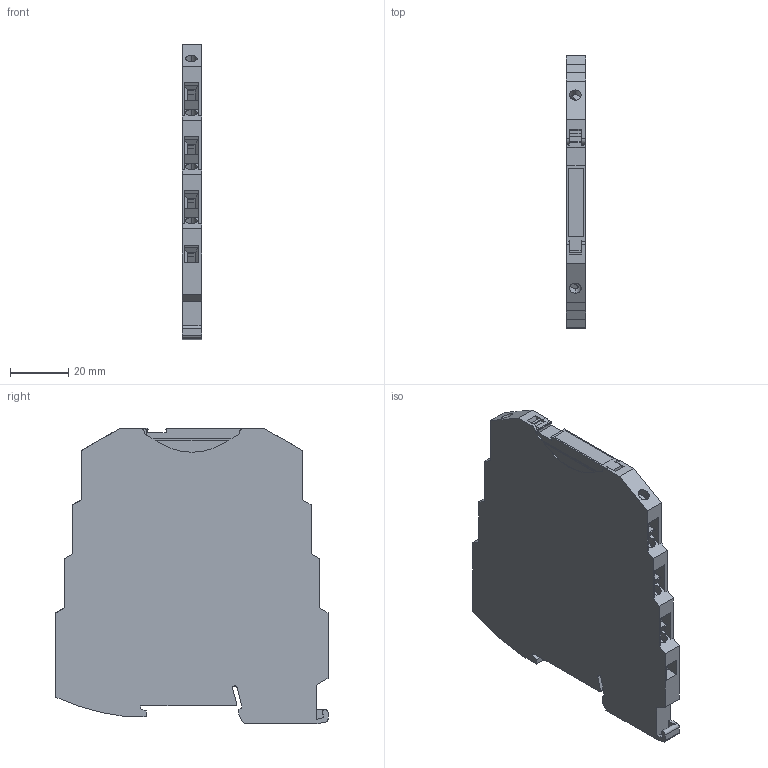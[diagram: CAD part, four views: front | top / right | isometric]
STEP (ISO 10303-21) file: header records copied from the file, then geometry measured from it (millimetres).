
FILE_DESCRIPTION(('Creo Elements/Direct Modeling STEP Export'),'2;1');
FILE_NAME('model.stp','2024-02-21T14:09:42',(''),(''),'Creo Elements/Direct Modeling STEP processor for AP214 (Solid Model)','Creo Elements/Direct Modeling 20.1D 10-Oct-2020 (C) Parametric Technology GmbH','');
FILE_SCHEMA(('AUTOMOTIVE_DESIGN { 1 0 10303 214 1 1 1 1 }'));
Length unit declared in the file: millimetre
Products named in the file (2): PSR_MS...-...NO...-24DC-SC-select
Assembly tree (1 placements, depth 2):
  PSR_MS...-...NO...-24DC-SC-select
    PSR_MS...-...NO...-24DC-SC-select
Bounding box: 6.8 x 93.1 x 101.2 mm (x, y, z)
Volume: 52602.5 mm3; surface area: 21609.4 mm2
Topology: 1 solids, 1 shells, 363 faces, 1038 edges, 684 vertices
Faces by surface type: plane 333, cylinder 30
Entity records: 12552 total; most frequent: ORIENTED_EDGE 2076, CARTESIAN_POINT 2023, DIRECTION 1747, EDGE_CURVE 1038, VECTOR 931, LINE 931, VERTEX_POINT 684, AXIS2_PLACEMENT_3D 408
